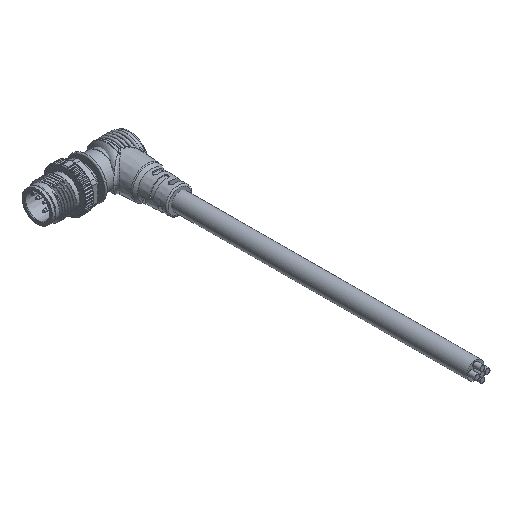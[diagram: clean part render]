
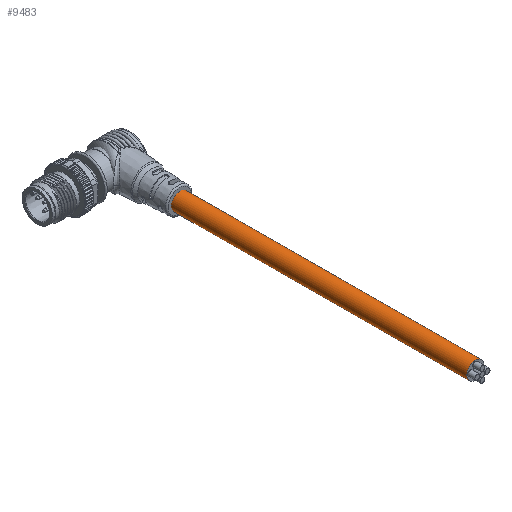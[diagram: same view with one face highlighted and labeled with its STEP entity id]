
A CAD part, isometric view. The second image highlights one B-rep face of the part: STEP entity #9483.
In plain terms, the highlighted cylindrical face has radius 3 mm (diameter 6 mm), a full revolution.
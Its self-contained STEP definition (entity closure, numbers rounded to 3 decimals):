
#4732=ORIENTED_EDGE('',*,*,#6188,.T.);
#4733=ORIENTED_EDGE('',*,*,#6183,.F.);
#6183=EDGE_CURVE('',#7168,#7168,#7367,.T.);
#6188=EDGE_CURVE('',#7173,#7173,#7372,.T.);
#7168=VERTEX_POINT('',#22619);
#7173=VERTEX_POINT('',#22634);
#7367=CIRCLE('',#10480,3.);
#7372=CIRCLE('',#10490,3.);
#8035=EDGE_LOOP('',(#4732));
#8036=EDGE_LOOP('',(#4733));
#8733=FACE_BOUND('',#8035,.T.);
#8734=FACE_BOUND('',#8036,.T.);
#8945=CYLINDRICAL_SURFACE('',#10489,3.);
#9483=ADVANCED_FACE('',(#8733,#8734),#8945,.T.);
#10480=AXIS2_PLACEMENT_3D('',#22618,#12219,#12220);
#10489=AXIS2_PLACEMENT_3D('',#22632,#12237,#12238);
#10490=AXIS2_PLACEMENT_3D('',#22633,#12239,#12240);
#12219=DIRECTION('',(0.,0.,-1.));
#12220=DIRECTION('',(1.,0.,0.));
#12237=DIRECTION('',(0.,0.,-1.));
#12238=DIRECTION('',(-1.,0.,0.));
#12239=DIRECTION('',(0.,0.,-1.));
#12240=DIRECTION('',(1.,0.,0.));
#22618=CARTESIAN_POINT('',(0.,0.,-60.));
#22619=CARTESIAN_POINT('',(3.,0.,-60.));
#22632=CARTESIAN_POINT('',(0.,0.,60.));
#22633=CARTESIAN_POINT('',(0.,0.,60.));
#22634=CARTESIAN_POINT('',(3.,0.,60.));
